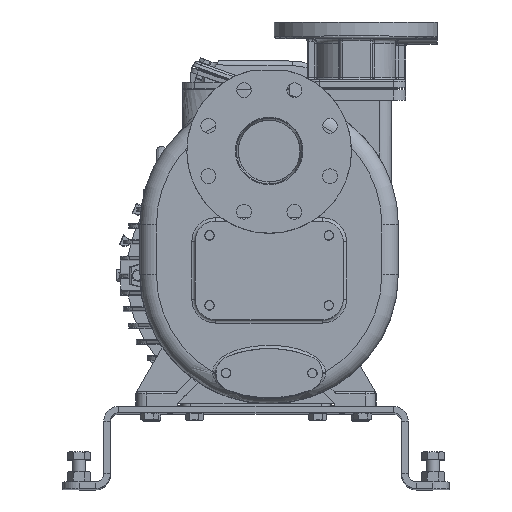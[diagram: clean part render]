
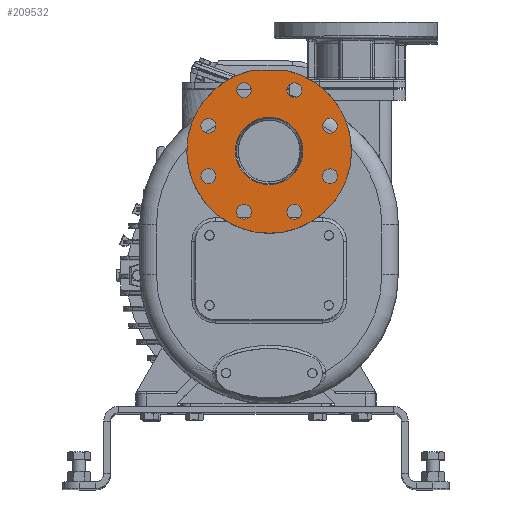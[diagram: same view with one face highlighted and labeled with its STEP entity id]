
A CAD part, top view. The second image highlights one B-rep face of the part: STEP entity #209532.
In plain terms, the highlighted planar face has unit normal (0, 0, 1).
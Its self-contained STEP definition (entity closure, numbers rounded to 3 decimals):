
#79375=DIRECTION('',(1.,0.,0.));
#79376=VECTOR('',#79375,39.799);
#79377=CARTESIAN_POINT('',(-3.9,408.,198.));
#79378=LINE('',#79377,#79376);
#79379=CARTESIAN_POINT('',(16.,310.,198.));
#79380=DIRECTION('',(0.,0.,1.));
#79381=DIRECTION('',(1.,0.,0.));
#79382=AXIS2_PLACEMENT_3D('',#79379,#79380,#79381);
#79384=CARTESIAN_POINT('',(16.,310.,198.));
#79385=DIRECTION('',(0.,0.,1.));
#79386=DIRECTION('',(-1.,0.,0.));
#79387=AXIS2_PLACEMENT_3D('',#79384,#79385,#79386);
#79389=CARTESIAN_POINT('',(89.91,340.615,198.));
#79390=DIRECTION('',(0.,0.,1.));
#79391=DIRECTION('',(1.,0.,0.));
#79392=AXIS2_PLACEMENT_3D('',#79389,#79390,#79391);
#79394=CARTESIAN_POINT('',(89.91,340.615,198.));
#79395=DIRECTION('',(0.,0.,1.));
#79396=DIRECTION('',(-1.,0.,0.));
#79397=AXIS2_PLACEMENT_3D('',#79394,#79395,#79396);
#79399=CARTESIAN_POINT('',(46.615,383.91,198.));
#79400=DIRECTION('',(0.,0.,1.));
#79401=DIRECTION('',(0.707,0.707,0.));
#79402=AXIS2_PLACEMENT_3D('',#79399,#79400,#79401);
#79404=CARTESIAN_POINT('',(46.615,383.91,198.));
#79405=DIRECTION('',(0.,0.,1.));
#79406=DIRECTION('',(-0.707,-0.707,0.));
#79407=AXIS2_PLACEMENT_3D('',#79404,#79405,#79406);
#79409=CARTESIAN_POINT('',(-14.615,383.91,198.));
#79410=DIRECTION('',(0.,0.,1.));
#79411=DIRECTION('',(0.,1.,0.));
#79412=AXIS2_PLACEMENT_3D('',#79409,#79410,#79411);
#79414=CARTESIAN_POINT('',(-14.615,383.91,198.));
#79415=DIRECTION('',(0.,0.,1.));
#79416=DIRECTION('',(0.,-1.,0.));
#79417=AXIS2_PLACEMENT_3D('',#79414,#79415,#79416);
#79419=CARTESIAN_POINT('',(-57.91,340.615,198.));
#79420=DIRECTION('',(0.,0.,1.));
#79421=DIRECTION('',(-0.707,0.707,0.));
#79422=AXIS2_PLACEMENT_3D('',#79419,#79420,#79421);
#79424=CARTESIAN_POINT('',(-57.91,340.615,198.));
#79425=DIRECTION('',(0.,0.,1.));
#79426=DIRECTION('',(0.707,-0.707,0.));
#79427=AXIS2_PLACEMENT_3D('',#79424,#79425,#79426);
#79429=CARTESIAN_POINT('',(-57.91,279.385,198.));
#79430=DIRECTION('',(0.,0.,1.));
#79431=DIRECTION('',(-1.,0.,0.));
#79432=AXIS2_PLACEMENT_3D('',#79429,#79430,#79431);
#79434=CARTESIAN_POINT('',(-57.91,279.385,198.));
#79435=DIRECTION('',(0.,0.,1.));
#79436=DIRECTION('',(1.,0.,0.));
#79437=AXIS2_PLACEMENT_3D('',#79434,#79435,#79436);
#79439=CARTESIAN_POINT('',(-14.615,236.09,198.));
#79440=DIRECTION('',(0.,0.,1.));
#79441=DIRECTION('',(-0.707,-0.707,0.));
#79442=AXIS2_PLACEMENT_3D('',#79439,#79440,#79441);
#79444=CARTESIAN_POINT('',(-14.615,236.09,198.));
#79445=DIRECTION('',(0.,0.,1.));
#79446=DIRECTION('',(0.707,0.707,0.));
#79447=AXIS2_PLACEMENT_3D('',#79444,#79445,#79446);
#79449=CARTESIAN_POINT('',(46.615,236.09,198.));
#79450=DIRECTION('',(0.,0.,1.));
#79451=DIRECTION('',(0.,-1.,0.));
#79452=AXIS2_PLACEMENT_3D('',#79449,#79450,#79451);
#79454=CARTESIAN_POINT('',(46.615,236.09,198.));
#79455=DIRECTION('',(0.,0.,1.));
#79456=DIRECTION('',(0.,1.,0.));
#79457=AXIS2_PLACEMENT_3D('',#79454,#79455,#79456);
#79459=CARTESIAN_POINT('',(89.91,279.385,198.));
#79460=DIRECTION('',(0.,0.,1.));
#79461=DIRECTION('',(0.707,-0.707,0.));
#79462=AXIS2_PLACEMENT_3D('',#79459,#79460,#79461);
#79464=CARTESIAN_POINT('',(89.91,279.385,198.));
#79465=DIRECTION('',(0.,0.,1.));
#79466=DIRECTION('',(-0.707,0.707,0.));
#79467=AXIS2_PLACEMENT_3D('',#79464,#79465,#79466);
#82200=CARTESIAN_POINT('',(16.,310.,198.));
#82201=DIRECTION('',(0.,0.,1.));
#82202=DIRECTION('',(-0.199,0.98,0.));
#82203=AXIS2_PLACEMENT_3D('',#82200,#82201,#82202);
#105341=CARTESIAN_POINT('',(-3.9,408.,198.));
#105342=CARTESIAN_POINT('',(35.9,408.,198.));
#105343=VERTEX_POINT('',#105341);
#105344=VERTEX_POINT('',#105342);
#105672=CARTESIAN_POINT('',(57.,310.,198.));
#105673=CARTESIAN_POINT('',(-25.,310.,198.));
#105674=VERTEX_POINT('',#105672);
#105675=VERTEX_POINT('',#105673);
#105676=CARTESIAN_POINT('',(98.91,340.615,198.));
#105677=CARTESIAN_POINT('',(80.91,340.615,198.));
#105678=VERTEX_POINT('',#105676);
#105679=VERTEX_POINT('',#105677);
#105684=CARTESIAN_POINT('',(52.979,390.274,198.));
#105685=CARTESIAN_POINT('',(40.251,377.546,198.));
#105686=VERTEX_POINT('',#105684);
#105687=VERTEX_POINT('',#105685);
#105692=CARTESIAN_POINT('',(-14.615,392.91,198.));
#105693=CARTESIAN_POINT('',(-14.615,374.91,198.));
#105694=VERTEX_POINT('',#105692);
#105695=VERTEX_POINT('',#105693);
#105700=CARTESIAN_POINT('',(-64.274,346.979,198.));
#105701=CARTESIAN_POINT('',(-51.546,334.251,198.));
#105702=VERTEX_POINT('',#105700);
#105703=VERTEX_POINT('',#105701);
#105708=CARTESIAN_POINT('',(-66.91,279.385,198.));
#105709=CARTESIAN_POINT('',(-48.91,279.385,198.));
#105710=VERTEX_POINT('',#105708);
#105711=VERTEX_POINT('',#105709);
#105716=CARTESIAN_POINT('',(-20.979,229.726,198.));
#105717=CARTESIAN_POINT('',(-8.251,242.454,198.));
#105718=VERTEX_POINT('',#105716);
#105719=VERTEX_POINT('',#105717);
#105724=CARTESIAN_POINT('',(46.615,227.09,198.));
#105725=CARTESIAN_POINT('',(46.615,245.09,198.));
#105726=VERTEX_POINT('',#105724);
#105727=VERTEX_POINT('',#105725);
#105732=CARTESIAN_POINT('',(96.274,273.021,198.));
#105733=CARTESIAN_POINT('',(83.546,285.749,198.));
#105734=VERTEX_POINT('',#105732);
#105735=VERTEX_POINT('',#105733);
#209469=CARTESIAN_POINT('',(16.,310.,198.));
#209470=DIRECTION('',(0.,0.,1.));
#209471=DIRECTION('',(0.,1.,0.));
#209472=AXIS2_PLACEMENT_3D('',#209469,#209470,#209471);
#209473=PLANE('',#209472);
#209475=ORIENTED_EDGE('',*,*,#209474,.T.);
#209477=ORIENTED_EDGE('',*,*,#209476,.F.);
#209478=EDGE_LOOP('',(#209475,#209477));
#209479=FACE_OUTER_BOUND('',#209478,.F.);
#209480=ORIENTED_EDGE('',*,*,#209423,.T.);
#209481=ORIENTED_EDGE('',*,*,#209438,.T.);
#209482=EDGE_LOOP('',(#209480,#209481));
#209483=FACE_BOUND('',#209482,.F.);
#209485=ORIENTED_EDGE('',*,*,#209484,.T.);
#209487=ORIENTED_EDGE('',*,*,#209486,.T.);
#209488=EDGE_LOOP('',(#209485,#209487));
#209489=FACE_BOUND('',#209488,.F.);
#209491=ORIENTED_EDGE('',*,*,#209490,.T.);
#209493=ORIENTED_EDGE('',*,*,#209492,.T.);
#209494=EDGE_LOOP('',(#209491,#209493));
#209495=FACE_BOUND('',#209494,.F.);
#209497=ORIENTED_EDGE('',*,*,#209496,.T.);
#209499=ORIENTED_EDGE('',*,*,#209498,.T.);
#209500=EDGE_LOOP('',(#209497,#209499));
#209501=FACE_BOUND('',#209500,.F.);
#209503=ORIENTED_EDGE('',*,*,#209502,.T.);
#209505=ORIENTED_EDGE('',*,*,#209504,.T.);
#209506=EDGE_LOOP('',(#209503,#209505));
#209507=FACE_BOUND('',#209506,.F.);
#209509=ORIENTED_EDGE('',*,*,#209508,.T.);
#209511=ORIENTED_EDGE('',*,*,#209510,.T.);
#209512=EDGE_LOOP('',(#209509,#209511));
#209513=FACE_BOUND('',#209512,.F.);
#209515=ORIENTED_EDGE('',*,*,#209514,.T.);
#209517=ORIENTED_EDGE('',*,*,#209516,.T.);
#209518=EDGE_LOOP('',(#209515,#209517));
#209519=FACE_BOUND('',#209518,.F.);
#209521=ORIENTED_EDGE('',*,*,#209520,.T.);
#209523=ORIENTED_EDGE('',*,*,#209522,.T.);
#209524=EDGE_LOOP('',(#209521,#209523));
#209525=FACE_BOUND('',#209524,.F.);
#209527=ORIENTED_EDGE('',*,*,#209526,.T.);
#209529=ORIENTED_EDGE('',*,*,#209528,.T.);
#209530=EDGE_LOOP('',(#209527,#209529));
#209531=FACE_BOUND('',#209530,.F.);
#209532=ADVANCED_FACE('',(#209479,#209483,#209489,#209495,#209501,#209507,
#209513,#209519,#209525,#209531),#209473,.T.);
#79383=CIRCLE('',#79382,41.);
#79388=CIRCLE('',#79387,41.);
#79393=CIRCLE('',#79392,9.);
#79398=CIRCLE('',#79397,9.);
#79403=CIRCLE('',#79402,9.);
#79408=CIRCLE('',#79407,9.);
#79413=CIRCLE('',#79412,9.);
#79418=CIRCLE('',#79417,9.);
#79423=CIRCLE('',#79422,9.);
#79428=CIRCLE('',#79427,9.);
#79433=CIRCLE('',#79432,9.);
#79438=CIRCLE('',#79437,9.);
#79443=CIRCLE('',#79442,9.);
#79448=CIRCLE('',#79447,9.);
#79453=CIRCLE('',#79452,9.);
#79458=CIRCLE('',#79457,9.);
#79463=CIRCLE('',#79462,9.);
#79468=CIRCLE('',#79467,9.);
#82204=CIRCLE('',#82203,100.);
#209423=EDGE_CURVE('',#105674,#105675,#79383,.T.);
#209438=EDGE_CURVE('',#105675,#105674,#79388,.T.);
#209474=EDGE_CURVE('',#105343,#105344,#79378,.T.);
#209476=EDGE_CURVE('',#105343,#105344,#82204,.T.);
#209484=EDGE_CURVE('',#105678,#105679,#79393,.T.);
#209486=EDGE_CURVE('',#105679,#105678,#79398,.T.);
#209490=EDGE_CURVE('',#105686,#105687,#79403,.T.);
#209492=EDGE_CURVE('',#105687,#105686,#79408,.T.);
#209496=EDGE_CURVE('',#105694,#105695,#79413,.T.);
#209498=EDGE_CURVE('',#105695,#105694,#79418,.T.);
#209502=EDGE_CURVE('',#105702,#105703,#79423,.T.);
#209504=EDGE_CURVE('',#105703,#105702,#79428,.T.);
#209508=EDGE_CURVE('',#105710,#105711,#79433,.T.);
#209510=EDGE_CURVE('',#105711,#105710,#79438,.T.);
#209514=EDGE_CURVE('',#105718,#105719,#79443,.T.);
#209516=EDGE_CURVE('',#105719,#105718,#79448,.T.);
#209520=EDGE_CURVE('',#105726,#105727,#79453,.T.);
#209522=EDGE_CURVE('',#105727,#105726,#79458,.T.);
#209526=EDGE_CURVE('',#105734,#105735,#79463,.T.);
#209528=EDGE_CURVE('',#105735,#105734,#79468,.T.);
